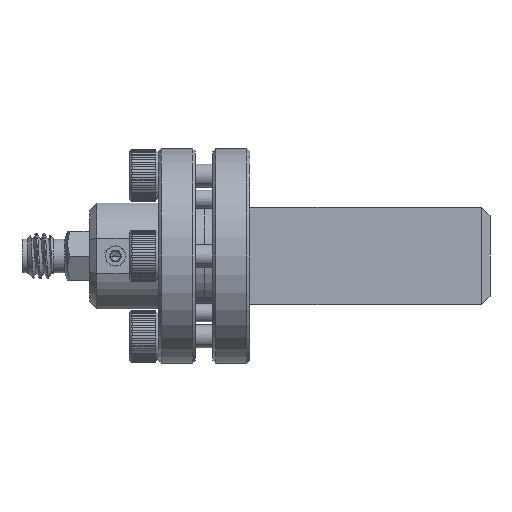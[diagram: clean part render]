
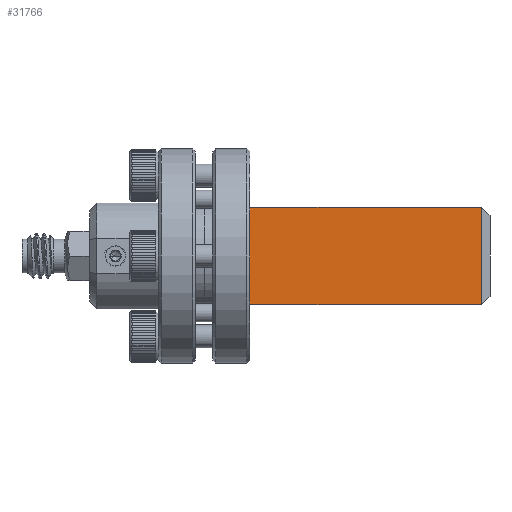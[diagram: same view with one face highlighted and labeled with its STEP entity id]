
A CAD part, front view. The second image highlights one B-rep face of the part: STEP entity #31766.
In plain terms, the highlighted planar face has unit normal (0, -1, 0).
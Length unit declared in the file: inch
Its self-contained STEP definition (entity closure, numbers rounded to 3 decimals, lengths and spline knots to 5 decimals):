
#1371 = ORIENTED_EDGE ( 'NONE', *, *, #30928, .T. ) ;
#1674 = VECTOR ( 'NONE', #26315, 39.37008 ) ;
#1754 = LINE ( 'NONE', #28373, #28397 ) ;
#2217 = CARTESIAN_POINT ( 'NONE',  ( -6.67847, 0.23683, 3.86982 ) ) ;
#2248 = CARTESIAN_POINT ( 'NONE',  ( -6.67847, 0.23683, 3.52982 ) ) ;
#2429 = VERTEX_POINT ( 'NONE', #5194 ) ;
#4312 = ORIENTED_EDGE ( 'NONE', *, *, #26067, .T. ) ;
#4727 = VECTOR ( 'NONE', #25864, 39.37008 ) ;
#5194 = CARTESIAN_POINT ( 'NONE',  ( -6.72847, 0.23683, 3.86982 ) ) ;
#6708 = CARTESIAN_POINT ( 'NONE',  ( -6.67847, 0.23683, 3.86982 ) ) ;
#7474 = LINE ( 'NONE', #2248, #1674 ) ;
#9411 = AXIS2_PLACEMENT_3D ( 'NONE', #6708, #14253, #11728 ) ;
#10428 = EDGE_CURVE ( 'NONE', #2429, #10694, #28875, .T. ) ;
#10694 = VERTEX_POINT ( 'NONE', #17282 ) ;
#11728 = DIRECTION ( 'NONE',  ( -1., 0., 0. ) ) ;
#14044 = VECTOR ( 'NONE', #18333, 39.37008 ) ;
#14237 = EDGE_CURVE ( 'NONE', #22780, #10694, #7474, .T. ) ;
#14253 = DIRECTION ( 'NONE',  ( 0., 1., 0. ) ) ;
#14601 = DIRECTION ( 'NONE',  ( 0., 0., 1. ) ) ;
#15284 = LINE ( 'NONE', #2217, #14044 ) ;
#17282 = CARTESIAN_POINT ( 'NONE',  ( -6.72847, 0.23683, 3.52982 ) ) ;
#17917 = CARTESIAN_POINT ( 'NONE',  ( -6.72847, 0.23683, 3.86982 ) ) ;
#18004 = CARTESIAN_POINT ( 'NONE',  ( -5.91847, 0.23683, 3.86982 ) ) ;
#18333 = DIRECTION ( 'NONE',  ( -1., 0., 0. ) ) ;
#22003 = VERTEX_POINT ( 'NONE', #18004 ) ;
#22780 = VERTEX_POINT ( 'NONE', #28918 ) ;
#23726 = FACE_OUTER_BOUND ( 'NONE', #27257, .T. ) ;
#25495 = ORIENTED_EDGE ( 'NONE', *, *, #10428, .T. ) ;
#25864 = DIRECTION ( 'NONE',  ( 0., 0., -1. ) ) ;
#26067 = EDGE_CURVE ( 'NONE', #22003, #2429, #15284, .T. ) ;
#26315 = DIRECTION ( 'NONE',  ( -1., 0., 0. ) ) ;
#26569 = ORIENTED_EDGE ( 'NONE', *, *, #14237, .F. ) ;
#27257 = EDGE_LOOP ( 'NONE', ( #26569, #1371, #4312, #25495 ) ) ;
#28373 = CARTESIAN_POINT ( 'NONE',  ( -5.91847, 0.23683, 3.86982 ) ) ;
#28397 = VECTOR ( 'NONE', #14601, 39.37008 ) ;
#28875 = LINE ( 'NONE', #17917, #4727 ) ;
#28918 = CARTESIAN_POINT ( 'NONE',  ( -5.91847, 0.23683, 3.52982 ) ) ;
#30139 = PLANE ( 'NONE',  #9411 ) ;
#30928 = EDGE_CURVE ( 'NONE', #22780, #22003, #1754, .T. ) ;
#31766 = ADVANCED_FACE ( 'NONE', ( #23726 ), #30139, .F. ) ;
